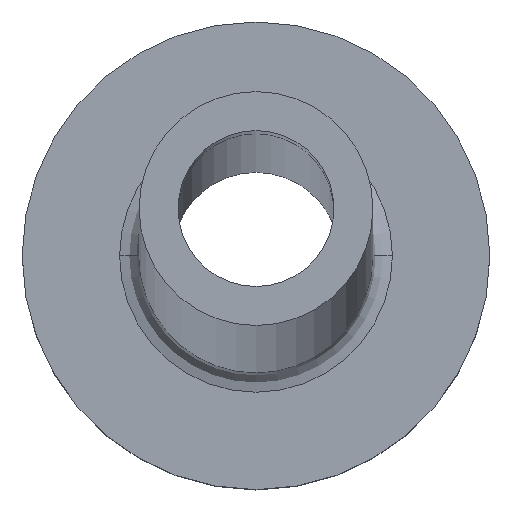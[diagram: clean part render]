
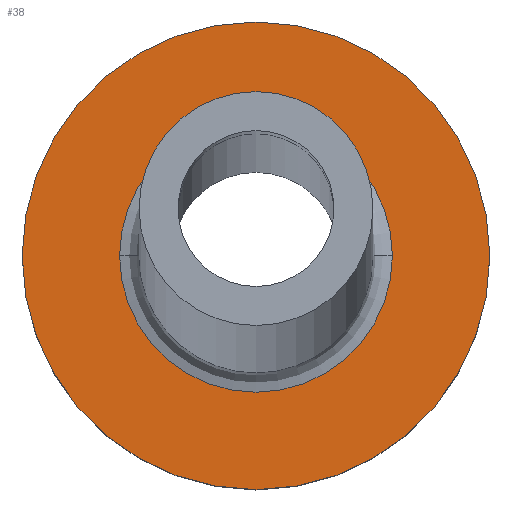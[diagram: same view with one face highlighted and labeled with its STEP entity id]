
A CAD part, top view. The second image highlights one B-rep face of the part: STEP entity #38.
In plain terms, the highlighted planar face has unit normal (0, 0, 1).
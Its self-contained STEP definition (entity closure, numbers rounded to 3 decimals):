
#26 = DIRECTION ( 'NONE',  ( 1., 0., 0. ) ) ;
#32 = ORIENTED_EDGE ( 'NONE', *, *, #306, .T. ) ;
#34 = AXIS2_PLACEMENT_3D ( 'NONE', #232, #407, #334 ) ;
#38 = ADVANCED_FACE ( 'NONE', ( #327, #96 ), #318, .T. ) ;
#41 = DIRECTION ( 'NONE',  ( 1., 0., 0. ) ) ;
#62 = ORIENTED_EDGE ( 'NONE', *, *, #370, .T. ) ;
#71 = CIRCLE ( 'NONE', #276, 3.5 ) ;
#87 = DIRECTION ( 'NONE',  ( 0., 0., 1. ) ) ;
#94 = CARTESIAN_POINT ( 'NONE',  ( 6., 0., 5. ) ) ;
#96 = FACE_OUTER_BOUND ( 'NONE', #457, .T. ) ;
#106 = CARTESIAN_POINT ( 'NONE',  ( 0., 0., 5. ) ) ;
#110 = ORIENTED_EDGE ( 'NONE', *, *, #192, .T. ) ;
#118 = CARTESIAN_POINT ( 'NONE',  ( 0., 0., 5. ) ) ;
#121 = AXIS2_PLACEMENT_3D ( 'NONE', #118, #159, #296 ) ;
#134 = CARTESIAN_POINT ( 'NONE',  ( 0., 0., 5. ) ) ;
#159 = DIRECTION ( 'NONE',  ( 0., 0., -1. ) ) ;
#192 = EDGE_CURVE ( 'NONE', #371, #235, #71, .T. ) ;
#205 = DIRECTION ( 'NONE',  ( 0., 0., 1. ) ) ;
#232 = CARTESIAN_POINT ( 'NONE',  ( 0., 0., 5. ) ) ;
#235 = VERTEX_POINT ( 'NONE', #294 ) ;
#260 = ORIENTED_EDGE ( 'NONE', *, *, #328, .T. ) ;
#267 = DIRECTION ( 'NONE',  ( 1., 0., 0. ) ) ;
#276 = AXIS2_PLACEMENT_3D ( 'NONE', #134, #422, #26 ) ;
#294 = CARTESIAN_POINT ( 'NONE',  ( 3.5, 0., 5. ) ) ;
#296 = DIRECTION ( 'NONE',  ( 1., 0., 0. ) ) ;
#300 = CARTESIAN_POINT ( 'NONE',  ( -6., 0., 5. ) ) ;
#306 = EDGE_CURVE ( 'NONE', #358, #411, #436, .T. ) ;
#318 = PLANE ( 'NONE',  #430 ) ;
#327 = FACE_BOUND ( 'NONE', #455, .T. ) ;
#328 = EDGE_CURVE ( 'NONE', #235, #371, #369, .T. ) ;
#334 = DIRECTION ( 'NONE',  ( 1., 0., 0. ) ) ;
#339 = CIRCLE ( 'NONE', #384, 6. ) ;
#358 = VERTEX_POINT ( 'NONE', #300 ) ;
#369 = CIRCLE ( 'NONE', #121, 3.5 ) ;
#370 = EDGE_CURVE ( 'NONE', #411, #358, #339, .T. ) ;
#371 = VERTEX_POINT ( 'NONE', #449 ) ;
#384 = AXIS2_PLACEMENT_3D ( 'NONE', #445, #87, #267 ) ;
#407 = DIRECTION ( 'NONE',  ( 0., 0., 1. ) ) ;
#411 = VERTEX_POINT ( 'NONE', #94 ) ;
#422 = DIRECTION ( 'NONE',  ( 0., 0., -1. ) ) ;
#430 = AXIS2_PLACEMENT_3D ( 'NONE', #106, #205, #41 ) ;
#436 = CIRCLE ( 'NONE', #34, 6. ) ;
#445 = CARTESIAN_POINT ( 'NONE',  ( 0., 0., 5. ) ) ;
#449 = CARTESIAN_POINT ( 'NONE',  ( -3.5, 0., 5. ) ) ;
#455 = EDGE_LOOP ( 'NONE', ( #260, #110 ) ) ;
#457 = EDGE_LOOP ( 'NONE', ( #32, #62 ) ) ;
